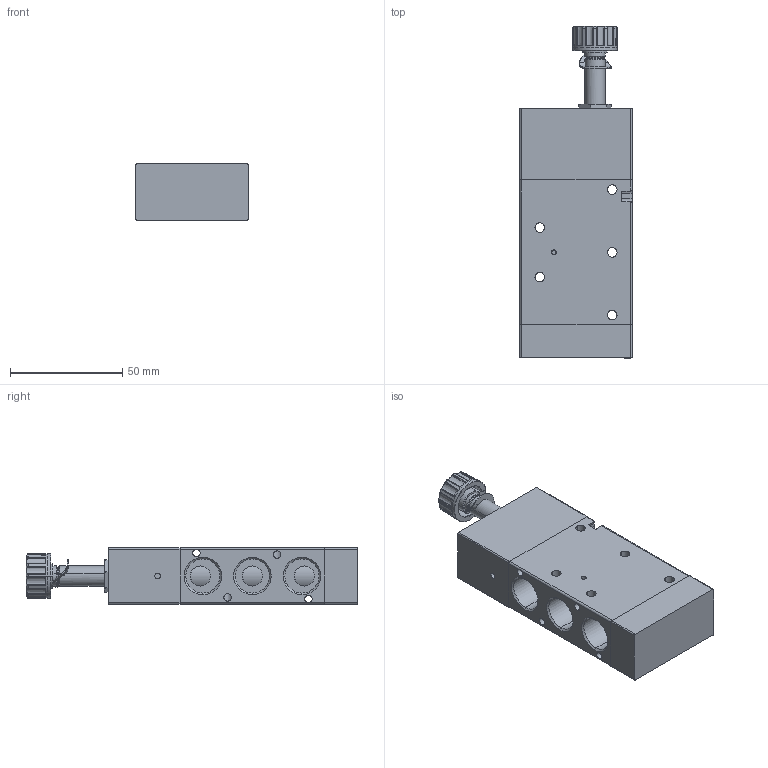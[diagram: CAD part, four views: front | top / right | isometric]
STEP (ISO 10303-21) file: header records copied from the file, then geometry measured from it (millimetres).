
FILE_DESCRIPTION (( 'STEP AP214' ), '1' );
FILE_NAME ('09.001.3.STEP', '2023-06-29T08:04:12', ( '' ), ( '' ), 'SwSTEP 2.0', 'SolidWorks 2016', '' );
FILE_SCHEMA (( 'AUTOMOTIVE_DESIGN' ));
Length unit declared in the file: millimetre
Products named in the file (1): 09.001.3
Bounding box: 50 x 148.1 x 25 mm (x, y, z)
Volume: 125671.6 mm3; surface area: 30489.7 mm2
Topology: 1 solids, 7 shells, 541 faces, 1466 edges, 953 vertices
Faces by surface type: plane 196, cylinder 148, cone 104, torus 69, bspline 22, sphere 2
Entity records: 23149 total; most frequent: CARTESIAN_POINT 6519, ORIENTED_EDGE 2924, DIRECTION 2637, EDGE_CURVE 1462, AXIS2_PLACEMENT_3D 1035, VERTEX_POINT 953, EDGE_LOOP 589, LINE 567
